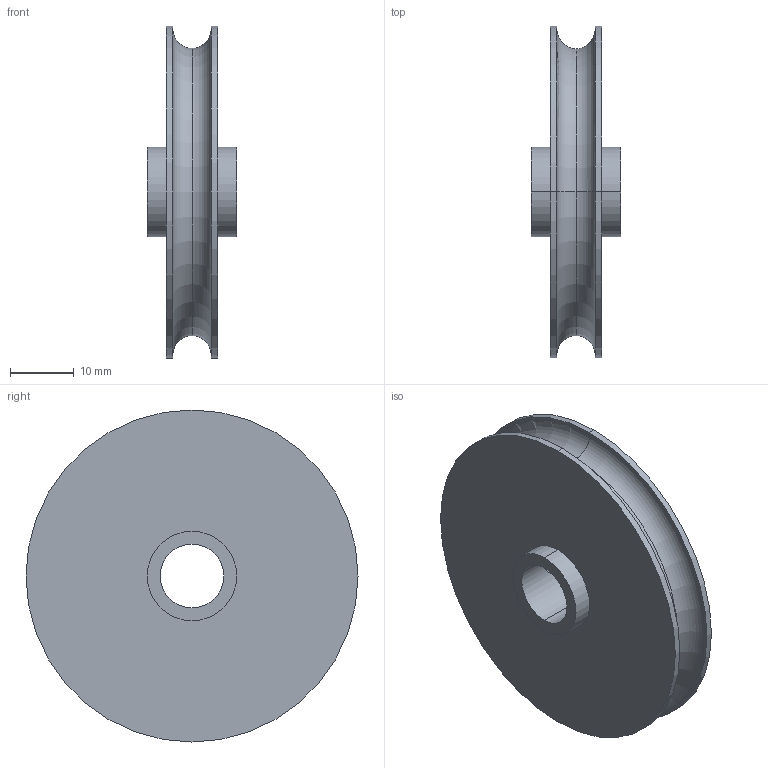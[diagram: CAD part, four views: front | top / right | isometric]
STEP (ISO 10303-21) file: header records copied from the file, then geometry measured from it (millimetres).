
FILE_DESCRIPTION (( 'STEP AP214' ), '1' );
FILE_NAME ('PER3-USI-006A-ROUE CODEUSE.STEP', '2021-07-29T06:54:06', ( '' ), ( '' ), 'SwSTEP 2.0', 'SolidWorks 2021', '' );
FILE_SCHEMA (( 'AUTOMOTIVE_DESIGN' ));
Length unit declared in the file: millimetre
Products named in the file (1): PER3-USI-006A-ROUE CODEUSE
Bounding box: 14 x 52 x 52 mm (x, y, z)
Volume: 14022.2 mm3; surface area: 6849.5 mm2
Topology: 1 solids, 1 shells, 25 faces, 53 edges, 34 vertices
Faces by surface type: cylinder 14, plane 7, torus 4
Entity records: 860 total; most frequent: CARTESIAN_POINT 227, DIRECTION 136, ORIENTED_EDGE 106, AXIS2_PLACEMENT_3D 61, EDGE_CURVE 53, CIRCLE 35, VERTEX_POINT 34, EDGE_LOOP 33
